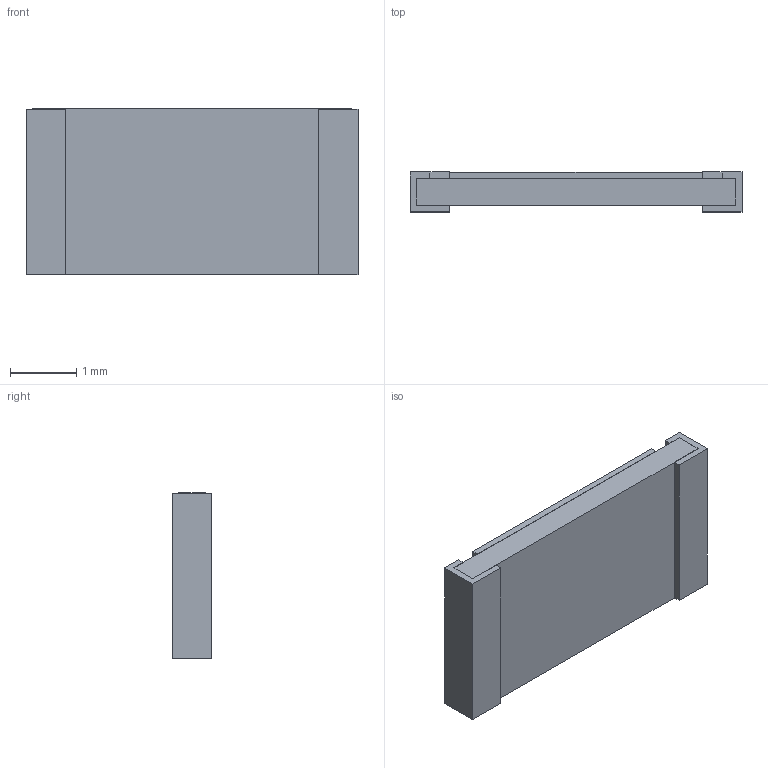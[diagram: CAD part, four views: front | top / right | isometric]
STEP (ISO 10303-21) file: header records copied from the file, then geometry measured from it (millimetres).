
FILE_DESCRIPTION (( 'STEP AP214' ), '1' );
FILE_NAME ('9338F7C6-0BC9-4A68-BFFD-3337E8037F79.STEP', '2024-04-09T06:16:35', ( '' ), ( '' ), 'SwSTEP 2.0', 'SolidWorks 2022', '' );
FILE_SCHEMA (( 'AUTOMOTIVE_DESIGN' ));
Length unit declared in the file: millimetre
Products named in the file (1): 9338F7C6-0BC9-4A68-BFFD-3337E8037F79
Bounding box: 5 x 0.6 x 2.5 mm (x, y, z)
Volume: 6.5 mm3; surface area: 34.2 mm2
Topology: 1 solids, 1 shells, 84 faces, 224 edges, 148 vertices
Faces by surface type: plane 62, bspline 22
Entity records: 4402 total; most frequent: CARTESIAN_POINT 1983, ORIENTED_EDGE 448, DIRECTION 306, EDGE_CURVE 224, VECTOR 180, LINE 180, VERTEX_POINT 148, EDGE_LOOP 90
